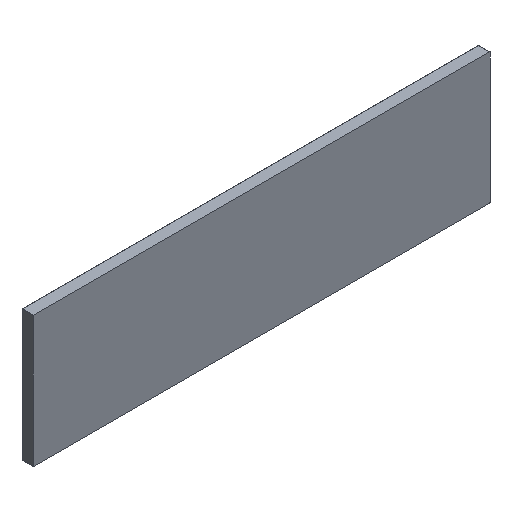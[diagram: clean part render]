
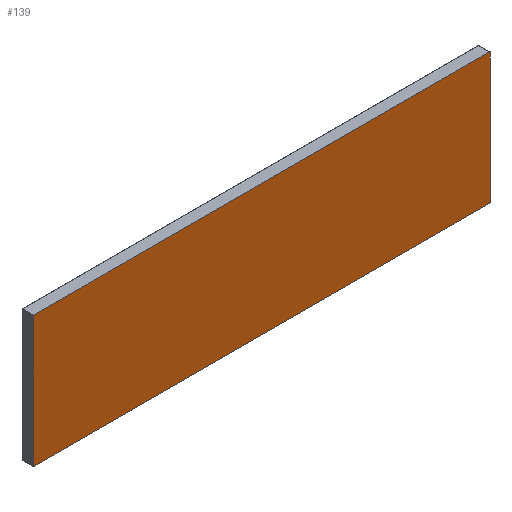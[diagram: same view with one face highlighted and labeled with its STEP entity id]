
A CAD part, isometric view. The second image highlights one B-rep face of the part: STEP entity #139.
In plain terms, the highlighted planar face has unit normal (0, -1, 0).
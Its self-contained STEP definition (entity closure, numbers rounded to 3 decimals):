
#11 = CARTESIAN_POINT ( 'NONE',  ( -801., 0., 229. ) ) ;
#18 = VECTOR ( 'NONE', #431, 1000. ) ;
#20 = CIRCLE ( 'NONE', #373, 1. ) ;
#27 = CARTESIAN_POINT ( 'NONE',  ( 800., 0., -229. ) ) ;
#29 = CARTESIAN_POINT ( 'NONE',  ( -801., 0., -230. ) ) ;
#32 = EDGE_CURVE ( 'NONE', #339, #55, #407, .T. ) ;
#35 = CARTESIAN_POINT ( 'NONE',  ( -800., 0., 230. ) ) ;
#39 = EDGE_CURVE ( 'NONE', #368, #55, #493, .T. ) ;
#41 = CARTESIAN_POINT ( 'NONE',  ( 0., 0., 0. ) ) ;
#48 = EDGE_CURVE ( 'NONE', #104, #282, #140, .T. ) ;
#53 = ORIENTED_EDGE ( 'NONE', *, *, #291, .F. ) ;
#54 = LINE ( 'NONE', #289, #18 ) ;
#55 = VERTEX_POINT ( 'NONE', #453 ) ;
#56 = EDGE_CURVE ( 'NONE', #339, #303, #381, .T. ) ;
#60 = VECTOR ( 'NONE', #184, 1000. ) ;
#61 = CARTESIAN_POINT ( 'NONE',  ( -800., 0., -229. ) ) ;
#63 = CARTESIAN_POINT ( 'NONE',  ( 800., 0., -230. ) ) ;
#72 = DIRECTION ( 'NONE',  ( 0., -1., 0. ) ) ;
#74 = ORIENTED_EDGE ( 'NONE', *, *, #284, .F. ) ;
#96 = VERTEX_POINT ( 'NONE', #158 ) ;
#101 = ORIENTED_EDGE ( 'NONE', *, *, #56, .F. ) ;
#104 = VERTEX_POINT ( 'NONE', #35 ) ;
#119 = AXIS2_PLACEMENT_3D ( 'NONE', #41, #384, #506 ) ;
#134 = DIRECTION ( 'NONE',  ( 0., -1., 0. ) ) ;
#136 = ORIENTED_EDGE ( 'NONE', *, *, #391, .T. ) ;
#139 = ADVANCED_FACE ( 'NONE', ( #421 ), #240, .T. ) ;
#140 = CIRCLE ( 'NONE', #468, 1. ) ;
#146 = CARTESIAN_POINT ( 'NONE',  ( -800., 0., 229. ) ) ;
#158 = CARTESIAN_POINT ( 'NONE',  ( -801., 0., -229. ) ) ;
#172 = ORIENTED_EDGE ( 'NONE', *, *, #39, .F. ) ;
#184 = DIRECTION ( 'NONE',  ( 0., 0., -1. ) ) ;
#190 = VECTOR ( 'NONE', #281, 1000. ) ;
#194 = VECTOR ( 'NONE', #496, 1000. ) ;
#227 = CARTESIAN_POINT ( 'NONE',  ( 801., 0., 229. ) ) ;
#235 = AXIS2_PLACEMENT_3D ( 'NONE', #27, #72, #297 ) ;
#240 = PLANE ( 'NONE',  #119 ) ;
#244 = DIRECTION ( 'NONE',  ( 0., 0., -1. ) ) ;
#248 = CARTESIAN_POINT ( 'NONE',  ( -801., 0., 230. ) ) ;
#259 = CARTESIAN_POINT ( 'NONE',  ( 800., 0., 230. ) ) ;
#281 = DIRECTION ( 'NONE',  ( 1., 0., 0. ) ) ;
#282 = VERTEX_POINT ( 'NONE', #11 ) ;
#284 = EDGE_CURVE ( 'NONE', #96, #282, #54, .T. ) ;
#289 = CARTESIAN_POINT ( 'NONE',  ( -801., 0., 230. ) ) ;
#291 = EDGE_CURVE ( 'NONE', #104, #345, #364, .T. ) ;
#297 = DIRECTION ( 'NONE',  ( 0., 0., -1. ) ) ;
#303 = VERTEX_POINT ( 'NONE', #360 ) ;
#304 = DIRECTION ( 'NONE',  ( 0., 0., -1. ) ) ;
#307 = EDGE_CURVE ( 'NONE', #368, #345, #443, .T. ) ;
#324 = CARTESIAN_POINT ( 'NONE',  ( 800., 0., 229. ) ) ;
#333 = EDGE_LOOP ( 'NONE', ( #74, #136, #101, #417, #172, #393, #53, #480 ) ) ;
#334 = DIRECTION ( 'NONE',  ( 0., -1., 0. ) ) ;
#339 = VERTEX_POINT ( 'NONE', #63 ) ;
#344 = DIRECTION ( 'NONE',  ( 0., -1., 0. ) ) ;
#345 = VERTEX_POINT ( 'NONE', #259 ) ;
#360 = CARTESIAN_POINT ( 'NONE',  ( -800., 0., -230. ) ) ;
#364 = LINE ( 'NONE', #248, #190 ) ;
#368 = VERTEX_POINT ( 'NONE', #227 ) ;
#373 = AXIS2_PLACEMENT_3D ( 'NONE', #61, #344, #380 ) ;
#380 = DIRECTION ( 'NONE',  ( 0., 0., -1. ) ) ;
#381 = LINE ( 'NONE', #29, #194 ) ;
#384 = DIRECTION ( 'NONE',  ( 0., -1., 0. ) ) ;
#391 = EDGE_CURVE ( 'NONE', #96, #303, #20, .T. ) ;
#393 = ORIENTED_EDGE ( 'NONE', *, *, #307, .T. ) ;
#394 = AXIS2_PLACEMENT_3D ( 'NONE', #324, #134, #244 ) ;
#407 = CIRCLE ( 'NONE', #235, 1. ) ;
#411 = CARTESIAN_POINT ( 'NONE',  ( 801., 0., 230. ) ) ;
#417 = ORIENTED_EDGE ( 'NONE', *, *, #32, .T. ) ;
#421 = FACE_OUTER_BOUND ( 'NONE', #333, .T. ) ;
#431 = DIRECTION ( 'NONE',  ( 0., 0., 1. ) ) ;
#443 = CIRCLE ( 'NONE', #394, 1. ) ;
#453 = CARTESIAN_POINT ( 'NONE',  ( 801., 0., -229. ) ) ;
#468 = AXIS2_PLACEMENT_3D ( 'NONE', #146, #334, #304 ) ;
#480 = ORIENTED_EDGE ( 'NONE', *, *, #48, .T. ) ;
#493 = LINE ( 'NONE', #411, #60 ) ;
#496 = DIRECTION ( 'NONE',  ( -1., 0., 0. ) ) ;
#506 = DIRECTION ( 'NONE',  ( 0., 0., -1. ) ) ;
